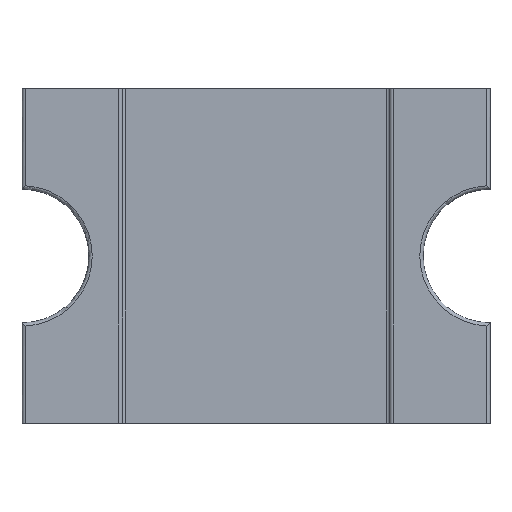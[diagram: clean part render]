
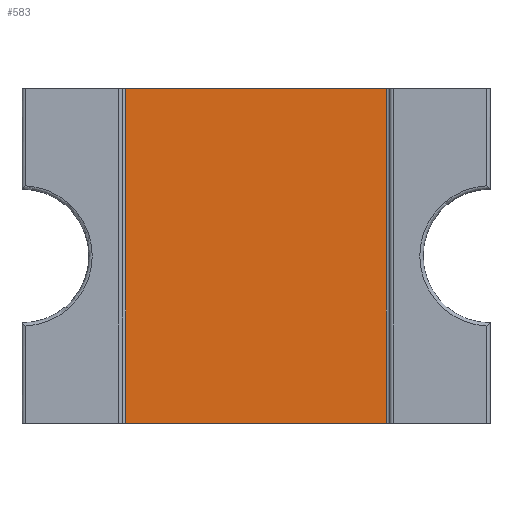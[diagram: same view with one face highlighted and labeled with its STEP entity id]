
A CAD part, top view. The second image highlights one B-rep face of the part: STEP entity #583.
In plain terms, the highlighted planar face has unit normal (0, 0, 1).
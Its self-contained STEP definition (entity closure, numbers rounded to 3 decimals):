
#20=PLANE('',#648);
#41=FACE_OUTER_BOUND('',#75,.T.);
#75=EDGE_LOOP('',(#429,#430,#431,#432));
#152=LINE('',#941,#200);
#158=LINE('',#973,#206);
#160=LINE('',#977,#208);
#161=LINE('',#978,#209);
#200=VECTOR('',#730,10.);
#206=VECTOR('',#758,10.);
#208=VECTOR('',#762,10.);
#209=VECTOR('',#763,10.);
#251=VERTEX_POINT('',#938);
#252=VERTEX_POINT('',#940);
#267=VERTEX_POINT('',#971);
#268=VERTEX_POINT('',#976);
#313=EDGE_CURVE('',#251,#252,#152,.T.);
#329=EDGE_CURVE('',#267,#251,#158,.T.);
#331=EDGE_CURVE('',#268,#267,#160,.T.);
#332=EDGE_CURVE('',#252,#268,#161,.T.);
#429=ORIENTED_EDGE('',*,*,#329,.F.);
#430=ORIENTED_EDGE('',*,*,#331,.F.);
#431=ORIENTED_EDGE('',*,*,#332,.F.);
#432=ORIENTED_EDGE('',*,*,#313,.F.);
#583=ADVANCED_FACE('',(#41),#20,.F.);
#648=AXIS2_PLACEMENT_3D('',#975,#760,#761);
#730=DIRECTION('',(-1.,0.,0.));
#758=DIRECTION('',(0.,-1.,0.));
#760=DIRECTION('center_axis',(0.,0.,-1.));
#761=DIRECTION('ref_axis',(-1.,0.,0.));
#762=DIRECTION('',(1.,0.,0.));
#763=DIRECTION('',(0.,1.,0.));
#938=CARTESIAN_POINT('',(5.45,0.,0.9));
#940=CARTESIAN_POINT('',(1.55,0.,0.9));
#941=CARTESIAN_POINT('',(1.75,0.,0.9));
#971=CARTESIAN_POINT('',(5.45,5.,0.9));
#973=CARTESIAN_POINT('',(5.45,3.75,0.9));
#975=CARTESIAN_POINT('Origin',(3.5,2.5,0.9));
#976=CARTESIAN_POINT('',(1.55,5.,0.9));
#977=CARTESIAN_POINT('',(5.25,5.,0.9));
#978=CARTESIAN_POINT('',(1.55,1.25,0.9));
